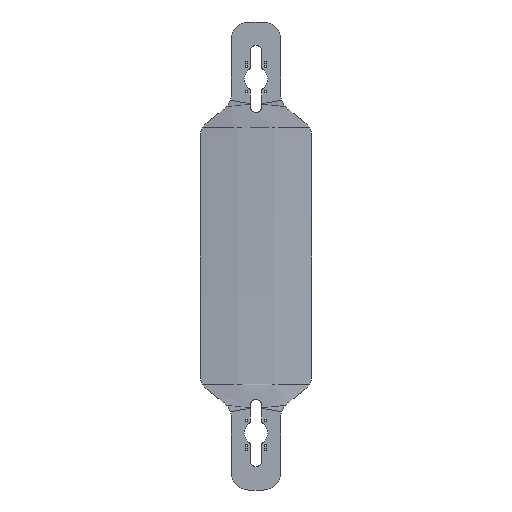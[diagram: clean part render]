
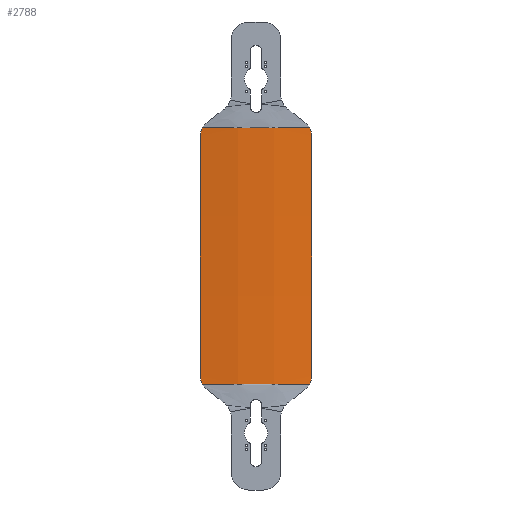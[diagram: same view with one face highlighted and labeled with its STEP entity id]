
A CAD part, front view. The second image highlights one B-rep face of the part: STEP entity #2788.
In plain terms, the highlighted toroidal (fillet/blend) face has major radius 26159.4 mm and minor radius 768.879 mm.
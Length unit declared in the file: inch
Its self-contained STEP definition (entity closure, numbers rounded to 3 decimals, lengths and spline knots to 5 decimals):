
#621=FACE_OUTER_BOUND('',#793,.T.);
#793=EDGE_LOOP('',(#2606,#2607,#2608,#2609,#2610,#2611,#2612,#2613));
#882=CIRCLE('',#2995,1000.);
#883=CIRCLE('',#2998,1000.);
#1001=B_SPLINE_CURVE_WITH_KNOTS('',3,(#5400,#5401,#5402,#5403,#5404,#5405,
#5406),.UNSPECIFIED.,.F.,.F.,(4,1,1,1,4),(1.16377,6.95378,
9.84878,15.63879,21.42879),.UNSPECIFIED.);
#1005=B_SPLINE_CURVE_WITH_KNOTS('',3,(#5433,#5434,#5435,#5436,#5437,#5438,
#5439,#5440),.UNSPECIFIED.,.F.,.F.,(4,2,2,4),(-15.83383,-15.19424,
-14.35598,-14.02304),.UNSPECIFIED.);
#1034=B_SPLINE_CURVE_WITH_KNOTS('',3,(#6112,#6113,#6114,#6115,#6116,#6117),
 .UNSPECIFIED.,.F.,.F.,(4,2,4),(-1.99433,-1.37116,-0.1804),
 .UNSPECIFIED.);
#1036=B_SPLINE_CURVE_WITH_KNOTS('',3,(#6170,#6171,#6172,#6173,#6174,#6175,
#6176),.UNSPECIFIED.,.F.,.F.,(4,1,1,1,4),(1.16377,6.95378,
12.74378,15.63879,21.42879),.UNSPECIFIED.);
#1042=B_SPLINE_CURVE_WITH_KNOTS('',3,(#6218,#6219,#6220,#6221,#6222,#6223),
 .UNSPECIFIED.,.F.,.F.,(4,2,4),(-1.99433,-1.37116,-0.1804),
 .UNSPECIFIED.);
#1077=B_SPLINE_CURVE_WITH_KNOTS('',3,(#7093,#7094,#7095,#7096,#7097,#7098,
#7099,#7100),.UNSPECIFIED.,.F.,.F.,(4,2,2,4),(-15.83383,-15.19424,
-14.35598,-14.02304),.UNSPECIFIED.);
#1204=VERTEX_POINT('',#5375);
#1207=VERTEX_POINT('',#5392);
#1211=VERTEX_POINT('',#5431);
#1281=VERTEX_POINT('',#6111);
#1283=VERTEX_POINT('',#6161);
#1284=VERTEX_POINT('',#6169);
#1289=VERTEX_POINT('',#6216);
#1365=VERTEX_POINT('',#7092);
#1551=EDGE_CURVE('',#1207,#1204,#1001,.T.);
#1557=EDGE_CURVE('',#1207,#1211,#1005,.T.);
#1659=EDGE_CURVE('',#1281,#1204,#1034,.T.);
#1668=EDGE_CURVE('',#1283,#1284,#1036,.T.);
#1676=EDGE_CURVE('',#1289,#1283,#1042,.T.);
#1783=EDGE_CURVE('',#1281,#1289,#882,.T.);
#1784=EDGE_CURVE('',#1284,#1365,#1077,.T.);
#1787=EDGE_CURVE('',#1211,#1365,#883,.T.);
#2606=ORIENTED_EDGE('',*,*,#1551,.F.);
#2607=ORIENTED_EDGE('',*,*,#1557,.T.);
#2608=ORIENTED_EDGE('',*,*,#1787,.T.);
#2609=ORIENTED_EDGE('',*,*,#1784,.F.);
#2610=ORIENTED_EDGE('',*,*,#1668,.F.);
#2611=ORIENTED_EDGE('',*,*,#1676,.F.);
#2612=ORIENTED_EDGE('',*,*,#1783,.F.);
#2613=ORIENTED_EDGE('',*,*,#1659,.T.);
#2653=TOROIDAL_SURFACE('',#2997,1029.89583,30.27083);
#2788=ADVANCED_FACE('',(#621),#2653,.T.);
#2995=AXIS2_PLACEMENT_3D('',#7090,#3505,#3506);
#2997=AXIS2_PLACEMENT_3D('',#7103,#3511,#3512);
#2998=AXIS2_PLACEMENT_3D('',#7104,#3513,#3514);
#3505=DIRECTION('center_axis',(1.,0.,0.));
#3506=DIRECTION('ref_axis',(0.,0.,-1.));
#3511=DIRECTION('center_axis',(1.,0.,0.));
#3512=DIRECTION('ref_axis',(0.,0.,-1.));
#3513=DIRECTION('center_axis',(1.,0.,0.));
#3514=DIRECTION('ref_axis',(0.,0.,-1.));
#5375=CARTESIAN_POINT('',(-4.58458,-0.08568,-10.94184));
#5392=CARTESIAN_POINT('',(4.58458,-0.08568,-10.94184));
#5400=CARTESIAN_POINT('Ctrl Pts',(4.58458,-0.08568,
-10.94184));
#5401=CARTESIAN_POINT('Ctrl Pts',(3.71879,-0.21851,-10.95724));
#5402=CARTESIAN_POINT('Ctrl Pts',(2.409,-0.36153,-10.97264));
#5403=CARTESIAN_POINT('Ctrl Pts',(0.21918,-0.45668,
-10.97945));
#5404=CARTESIAN_POINT('Ctrl Pts',(-1.97205,-0.40918,
-10.97723));
#5405=CARTESIAN_POINT('Ctrl Pts',(-3.71879,-0.21851,
-10.95724));
#5406=CARTESIAN_POINT('Ctrl Pts',(-4.58458,-0.08568,
-10.94184));
#5431=CARTESIAN_POINT('',(4.75,-0.05261,-10.25709));
#5433=CARTESIAN_POINT('Ctrl Pts',(4.58458,-0.08568,-10.94184));
#5434=CARTESIAN_POINT('Ctrl Pts',(4.62274,-0.07902,
-10.86748));
#5435=CARTESIAN_POINT('Ctrl Pts',(4.65466,-0.07321,
-10.78996));
#5436=CARTESIAN_POINT('Ctrl Pts',(4.71313,-0.06209,
-10.60538));
#5437=CARTESIAN_POINT('Ctrl Pts',(4.73472,-0.05752,
-10.4973));
#5438=CARTESIAN_POINT('Ctrl Pts',(4.7481,-0.0538,-10.34423));
#5439=CARTESIAN_POINT('Ctrl Pts',(4.75,-0.05305,-10.30064));
#5440=CARTESIAN_POINT('Ctrl Pts',(4.75,-0.05261,-10.25709));
#6111=CARTESIAN_POINT('',(-4.75,-0.05261,-10.25709));
#6112=CARTESIAN_POINT('Ctrl Pts',(-4.75,-0.05261,-10.25709));
#6113=CARTESIAN_POINT('Ctrl Pts',(-4.75,-0.05344,-10.33852));
#6114=CARTESIAN_POINT('Ctrl Pts',(-4.74337,-0.05534,
-10.41997));
#6115=CARTESIAN_POINT('Ctrl Pts',(-4.70475,-0.06392,
-10.65469));
#6116=CARTESIAN_POINT('Ctrl Pts',(-4.65556,-0.07329,
-10.80351));
#6117=CARTESIAN_POINT('Ctrl Pts',(-4.58458,-0.08568,
-10.94184));
#6161=CARTESIAN_POINT('',(-4.58458,-0.08568,10.94184));
#6169=CARTESIAN_POINT('',(4.58458,-0.08568,10.94184));
#6170=CARTESIAN_POINT('Ctrl Pts',(-4.58458,-0.08568,
10.94184));
#6171=CARTESIAN_POINT('Ctrl Pts',(-3.71879,-0.21851,
10.95724));
#6172=CARTESIAN_POINT('Ctrl Pts',(-1.97205,-0.40918,10.97723));
#6173=CARTESIAN_POINT('Ctrl Pts',(0.21918,-0.45668,
10.97945));
#6174=CARTESIAN_POINT('Ctrl Pts',(2.409,-0.36153,10.97264));
#6175=CARTESIAN_POINT('Ctrl Pts',(3.71879,-0.21851,10.95724));
#6176=CARTESIAN_POINT('Ctrl Pts',(4.58458,-0.08568,
10.94184));
#6216=CARTESIAN_POINT('',(-4.75,-0.05261,10.25709));
#6218=CARTESIAN_POINT('Ctrl Pts',(-4.75,-0.05261,10.25709));
#6219=CARTESIAN_POINT('Ctrl Pts',(-4.75,-0.05344,10.33852));
#6220=CARTESIAN_POINT('Ctrl Pts',(-4.74337,-0.05534,
10.41997));
#6221=CARTESIAN_POINT('Ctrl Pts',(-4.70475,-0.06392,
10.65469));
#6222=CARTESIAN_POINT('Ctrl Pts',(-4.65556,-0.07329,
10.80351));
#6223=CARTESIAN_POINT('Ctrl Pts',(-4.58458,-0.08568,
10.94184));
#7090=CARTESIAN_POINT('Origin',(-4.75,-1000.,0.));
#7092=CARTESIAN_POINT('',(4.75,-0.05261,10.25709));
#7093=CARTESIAN_POINT('Ctrl Pts',(4.58458,-0.08568,
10.94184));
#7094=CARTESIAN_POINT('Ctrl Pts',(4.62274,-0.07902,
10.86748));
#7095=CARTESIAN_POINT('Ctrl Pts',(4.65466,-0.07321,
10.78996));
#7096=CARTESIAN_POINT('Ctrl Pts',(4.71313,-0.06209,
10.60538));
#7097=CARTESIAN_POINT('Ctrl Pts',(4.73472,-0.05752,
10.4973));
#7098=CARTESIAN_POINT('Ctrl Pts',(4.7481,-0.0538,10.34423));
#7099=CARTESIAN_POINT('Ctrl Pts',(4.75,-0.05305,10.30064));
#7100=CARTESIAN_POINT('Ctrl Pts',(4.75,-0.05261,10.25709));
#7103=CARTESIAN_POINT('Origin',(0.,-1000.,0.));
#7104=CARTESIAN_POINT('Origin',(4.75,-1000.,0.));
